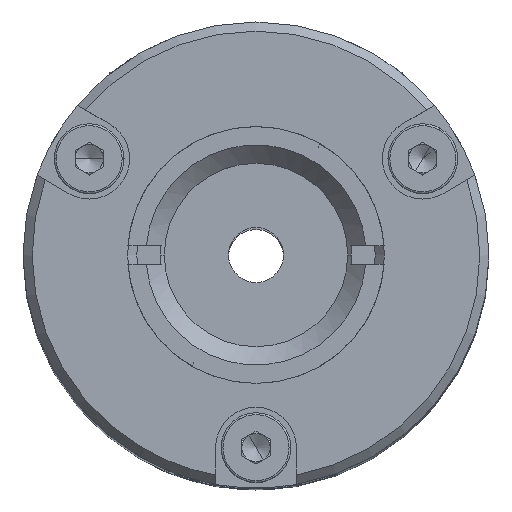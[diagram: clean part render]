
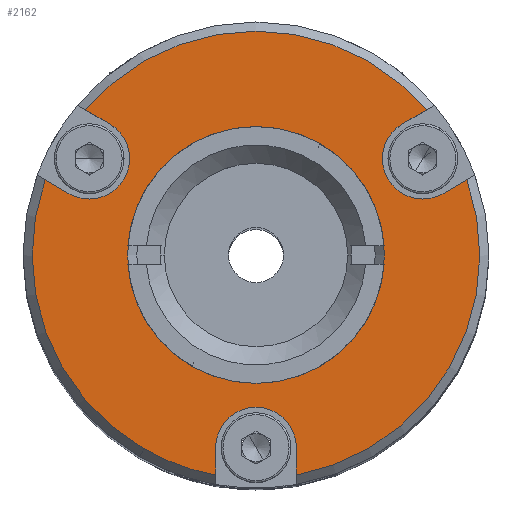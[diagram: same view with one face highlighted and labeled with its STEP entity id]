
A CAD part, top view. The second image highlights one B-rep face of the part: STEP entity #2162.
In plain terms, the highlighted planar face has unit normal (0, 0, 1).
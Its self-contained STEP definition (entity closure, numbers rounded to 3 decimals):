
#149 = AXIS2_PLACEMENT_3D ( 'NONE', #3480, #3481, #3482 ) ;
#150 = AXIS2_PLACEMENT_3D ( 'NONE', #3485, #3486, #3487 ) ;
#192 = AXIS2_PLACEMENT_3D ( 'NONE', #3775, #3776, #3777 ) ;
#197 = AXIS2_PLACEMENT_3D ( 'NONE', #3795, #3796, #3797 ) ;
#218 = DIRECTION ( 'NONE',  ( -0.5, -0.866, 0. ) ) ;
#246 = DIRECTION ( 'NONE',  ( 0., 0., -1. ) ) ;
#250 = CARTESIAN_POINT ( 'NONE',  ( -81.251, 17.95, 96.904 ) ) ;
#621 = CIRCLE ( 'NONE', #5472, 7. ) ;
#1250 = CIRCLE ( 'NONE', #149, 2.2 ) ;
#1253 = CIRCLE ( 'NONE', #150, 2.2 ) ;
#1359 = CIRCLE ( 'NONE', #192, 12.2 ) ;
#1369 = CIRCLE ( 'NONE', #197, 2.2 ) ;
#1476 = EDGE_CURVE ( 'NONE', #6389, #6587, #5029, .T. ) ;
#1479 = EDGE_CURVE ( 'NONE', #6426, #6575, #5036, .T. ) ;
#1480 = EDGE_CURVE ( 'NONE', #6388, #6420, #4988, .T. ) ;
#1495 = EDGE_CURVE ( 'NONE', #6420, #6513, #4977, .T. ) ;
#1505 = EDGE_CURVE ( 'NONE', #6581, #6396, #4959, .T. ) ;
#1506 = EDGE_CURVE ( 'NONE', #6387, #6587, #5017, .T. ) ;
#1509 = EDGE_CURVE ( 'NONE', #6426, #6387, #4985, .T. ) ;
#1513 = EDGE_CURVE ( 'NONE', #6573, #6378, #5014, .T. ) ;
#1516 = EDGE_CURVE ( 'NONE', #6424, #6573, #4954, .T. ) ;
#1531 = EDGE_CURVE ( 'NONE', #6392, #6530, #4986, .T. ) ;
#1583 = EDGE_CURVE ( 'NONE', #6530, #6392, #621, .T. ) ;
#1611 = FACE_BOUND ( 'NONE', #2228, .T. ) ;
#1648 = FACE_OUTER_BOUND ( 'NONE', #2270, .T. ) ;
#1771 = AXIS2_PLACEMENT_3D ( 'NONE', #4363, #4367, #4366 ) ;
#2162 = ADVANCED_FACE ( 'NONE', ( #1611, #1648 ), #5667, .F. ) ;
#2228 = EDGE_LOOP ( 'NONE', ( #3092, #3052 ) ) ;
#2270 = EDGE_LOOP ( 'NONE', ( #3101, #3056, #2675, #2863, #2960, #2698, #2699, #2587, #2708, #2720, #2709, #2755, #2754, #2717 ) ) ;
#2587 = ORIENTED_EDGE ( 'NONE', *, *, #4749, .F. ) ;
#2675 = ORIENTED_EDGE ( 'NONE', *, *, #3195, .F. ) ;
#2698 = ORIENTED_EDGE ( 'NONE', *, *, #1506, .T. ) ;
#2699 = ORIENTED_EDGE ( 'NONE', *, *, #1476, .F. ) ;
#2708 = ORIENTED_EDGE ( 'NONE', *, *, #1480, .T. ) ;
#2709 = ORIENTED_EDGE ( 'NONE', *, *, #6340, .T. ) ;
#2717 = ORIENTED_EDGE ( 'NONE', *, *, #4748, .F. ) ;
#2720 = ORIENTED_EDGE ( 'NONE', *, *, #1495, .T. ) ;
#2754 = ORIENTED_EDGE ( 'NONE', *, *, #6348, .F. ) ;
#2755 = ORIENTED_EDGE ( 'NONE', *, *, #1505, .F. ) ;
#2863 = ORIENTED_EDGE ( 'NONE', *, *, #1479, .F. ) ;
#2960 = ORIENTED_EDGE ( 'NONE', *, *, #1509, .T. ) ;
#3052 = ORIENTED_EDGE ( 'NONE', *, *, #1531, .T. ) ;
#3056 = ORIENTED_EDGE ( 'NONE', *, *, #1513, .T. ) ;
#3092 = ORIENTED_EDGE ( 'NONE', *, *, #1583, .T. ) ;
#3101 = ORIENTED_EDGE ( 'NONE', *, *, #1516, .T. ) ;
#3195 = EDGE_CURVE ( 'NONE', #6575, #6378, #6070, .T. ) ;
#3480 = CARTESIAN_POINT ( 'NONE',  ( -81.251, 7.45, 96.904 ) ) ;
#3481 = DIRECTION ( 'NONE',  ( 0., 0., 1. ) ) ;
#3482 = DIRECTION ( 'NONE',  ( -1., 0., 0. ) ) ;
#3485 = CARTESIAN_POINT ( 'NONE',  ( -90.344, 23.2, 96.904 ) ) ;
#3486 = DIRECTION ( 'NONE',  ( 0., 0., 1. ) ) ;
#3487 = DIRECTION ( 'NONE',  ( 0.5, 0.866, 0. ) ) ;
#3775 = CARTESIAN_POINT ( 'NONE',  ( -81.251, 17.95, 96.904 ) ) ;
#3776 = DIRECTION ( 'NONE',  ( 0., 0., 1. ) ) ;
#3777 = DIRECTION ( 'NONE',  ( -0.5, -0.866, 0. ) ) ;
#3795 = CARTESIAN_POINT ( 'NONE',  ( -81.251, 7.45, 96.904 ) ) ;
#3796 = DIRECTION ( 'NONE',  ( 0., 0., 1. ) ) ;
#3797 = DIRECTION ( 'NONE',  ( -1., 0., 0. ) ) ;
#4089 = CARTESIAN_POINT ( 'NONE',  ( -80.151, 16.045, 96.904 ) ) ;
#4090 = DIRECTION ( 'NONE',  ( 0.866, 0.5, 0. ) ) ;
#4273 = DIRECTION ( 'NONE',  ( -0.5, -0.866, 0. ) ) ;
#4353 = CARTESIAN_POINT ( 'NONE',  ( -80.151, 19.855, 96.904 ) ) ;
#4354 = DIRECTION ( 'NONE',  ( -0.866, 0.5, 0. ) ) ;
#4356 = DIRECTION ( 'NONE',  ( -0.866, 0.5, 0. ) ) ;
#4363 = CARTESIAN_POINT ( 'NONE',  ( -72.158, 23.2, 96.904 ) ) ;
#4364 = CARTESIAN_POINT ( 'NONE',  ( -82.351, 16.045, 96.904 ) ) ;
#4366 = DIRECTION ( 'NONE',  ( 0.5, -0.866, 0. ) ) ;
#4367 = DIRECTION ( 'NONE',  ( 0., 0., 1. ) ) ;
#4392 = CARTESIAN_POINT ( 'NONE',  ( -81.251, 17.95, 96.904 ) ) ;
#4422 = CARTESIAN_POINT ( 'NONE',  ( -83.451, 17.95, 96.904 ) ) ;
#4443 = DIRECTION ( 'NONE',  ( -0.5, -0.866, 0. ) ) ;
#4463 = DIRECTION ( 'NONE',  ( 0.866, 0.5, 0. ) ) ;
#4503 = DIRECTION ( 'NONE',  ( -0.5, -0.866, 0. ) ) ;
#4512 = CARTESIAN_POINT ( 'NONE',  ( -81.251, 17.95, 96.904 ) ) ;
#4514 = DIRECTION ( 'NONE',  ( 0., 0., 1. ) ) ;
#4515 = DIRECTION ( 'NONE',  ( -0.5, -0.866, 0. ) ) ;
#4572 = DIRECTION ( 'NONE',  ( 0., -1., 0. ) ) ;
#4573 = DIRECTION ( 'NONE',  ( 0., 0., 1. ) ) ;
#4578 = DIRECTION ( 'NONE',  ( 0., 0., -1. ) ) ;
#4610 = DIRECTION ( 'NONE',  ( 0., -1., 0. ) ) ;
#4611 = CARTESIAN_POINT ( 'NONE',  ( -79.051, 17.95, 96.904 ) ) ;
#4613 = CARTESIAN_POINT ( 'NONE',  ( -82.351, 19.855, 96.904 ) ) ;
#4623 = DIRECTION ( 'NONE',  ( 0., 0., 1. ) ) ;
#4629 = CARTESIAN_POINT ( 'NONE',  ( -81.251, 17.95, 96.904 ) ) ;
#4632 = CARTESIAN_POINT ( 'NONE',  ( -81.251, 17.95, 96.904 ) ) ;
#4748 = EDGE_CURVE ( 'NONE', #6424, #6423, #1250, .T. ) ;
#4749 = EDGE_CURVE ( 'NONE', #6388, #6389, #1253, .T. ) ;
#4951 = VECTOR ( 'NONE', #4354, 1000. ) ;
#4954 = LINE ( 'NONE', #4611, #5049 ) ;
#4957 = VECTOR ( 'NONE', #4356, 1000. ) ;
#4959 = LINE ( 'NONE', #4422, #4960 ) ;
#4960 = VECTOR ( 'NONE', #4610, 1000. ) ;
#4973 = VECTOR ( 'NONE', #4463, 1000. ) ;
#4977 = CIRCLE ( 'NONE', #5436, 12.2 ) ;
#4985 = LINE ( 'NONE', #4613, #4973 ) ;
#4986 = CIRCLE ( 'NONE', #5445, 7. ) ;
#4988 = LINE ( 'NONE', #4364, #4957 ) ;
#5014 = CIRCLE ( 'NONE', #5443, 12.2 ) ;
#5017 = CIRCLE ( 'NONE', #5440, 12.2 ) ;
#5029 = LINE ( 'NONE', #4353, #4951 ) ;
#5036 = CIRCLE ( 'NONE', #1771, 2.2 ) ;
#5049 = VECTOR ( 'NONE', #4572, 1000. ) ;
#5192 = CARTESIAN_POINT ( 'NONE',  ( -69.759, 22.045, 96.904 ) ) ;
#5201 = CARTESIAN_POINT ( 'NONE',  ( -71.959, 25.855, 96.904 ) ) ;
#5202 = CARTESIAN_POINT ( 'NONE',  ( -91.444, 21.295, 96.904 ) ) ;
#5203 = CARTESIAN_POINT ( 'NONE',  ( -89.244, 25.105, 96.904 ) ) ;
#5206 = CARTESIAN_POINT ( 'NONE',  ( -84.751, 11.888, 96.904 ) ) ;
#5210 = CARTESIAN_POINT ( 'NONE',  ( -83.451, 5.95, 96.904 ) ) ;
#5234 = CARTESIAN_POINT ( 'NONE',  ( -92.743, 22.045, 96.904 ) ) ;
#5237 = CARTESIAN_POINT ( 'NONE',  ( -80.151, 9.355, 96.904 ) ) ;
#5238 = CARTESIAN_POINT ( 'NONE',  ( -79.051, 7.45, 96.904 ) ) ;
#5240 = CARTESIAN_POINT ( 'NONE',  ( -73.258, 25.105, 96.904 ) ) ;
#5327 = CARTESIAN_POINT ( 'NONE',  ( -87.351, 7.384, 96.904 ) ) ;
#5344 = CARTESIAN_POINT ( 'NONE',  ( -77.751, 24.012, 96.904 ) ) ;
#5387 = CARTESIAN_POINT ( 'NONE',  ( -79.051, 5.95, 96.904 ) ) ;
#5389 = CARTESIAN_POINT ( 'NONE',  ( -71.058, 21.295, 96.904 ) ) ;
#5395 = CARTESIAN_POINT ( 'NONE',  ( -83.451, 7.45, 96.904 ) ) ;
#5401 = CARTESIAN_POINT ( 'NONE',  ( -90.543, 25.855, 96.904 ) ) ;
#5436 = AXIS2_PLACEMENT_3D ( 'NONE', #4632, #4623, #4273 ) ;
#5440 = AXIS2_PLACEMENT_3D ( 'NONE', #4512, #4514, #4503 ) ;
#5443 = AXIS2_PLACEMENT_3D ( 'NONE', #4392, #4573, #4443 ) ;
#5445 = AXIS2_PLACEMENT_3D ( 'NONE', #4629, #4578, #4515 ) ;
#5472 = AXIS2_PLACEMENT_3D ( 'NONE', #250, #246, #218 ) ;
#5563 = AXIS2_PLACEMENT_3D ( 'NONE', #5666, #5668, #5674 ) ;
#5666 = CARTESIAN_POINT ( 'NONE',  ( -92.25, 24.3, 96.904 ) ) ;
#5667 = PLANE ( 'NONE',  #5563 ) ;
#5668 = DIRECTION ( 'NONE',  ( 0., 0., -1. ) ) ;
#5674 = DIRECTION ( 'NONE',  ( -0.5, -0.866, 0. ) ) ;
#6070 = LINE ( 'NONE', #4089, #6105 ) ;
#6105 = VECTOR ( 'NONE', #4090, 1000. ) ;
#6340 = EDGE_CURVE ( 'NONE', #6513, #6396, #1359, .T. ) ;
#6348 = EDGE_CURVE ( 'NONE', #6423, #6581, #1369, .T. ) ;
#6378 = VERTEX_POINT ( 'NONE', #5192 ) ;
#6387 = VERTEX_POINT ( 'NONE', #5201 ) ;
#6388 = VERTEX_POINT ( 'NONE', #5202 ) ;
#6389 = VERTEX_POINT ( 'NONE', #5203 ) ;
#6392 = VERTEX_POINT ( 'NONE', #5206 ) ;
#6396 = VERTEX_POINT ( 'NONE', #5210 ) ;
#6420 = VERTEX_POINT ( 'NONE', #5234 ) ;
#6423 = VERTEX_POINT ( 'NONE', #5237 ) ;
#6424 = VERTEX_POINT ( 'NONE', #5238 ) ;
#6426 = VERTEX_POINT ( 'NONE', #5240 ) ;
#6513 = VERTEX_POINT ( 'NONE', #5327 ) ;
#6530 = VERTEX_POINT ( 'NONE', #5344 ) ;
#6573 = VERTEX_POINT ( 'NONE', #5387 ) ;
#6575 = VERTEX_POINT ( 'NONE', #5389 ) ;
#6581 = VERTEX_POINT ( 'NONE', #5395 ) ;
#6587 = VERTEX_POINT ( 'NONE', #5401 ) ;
